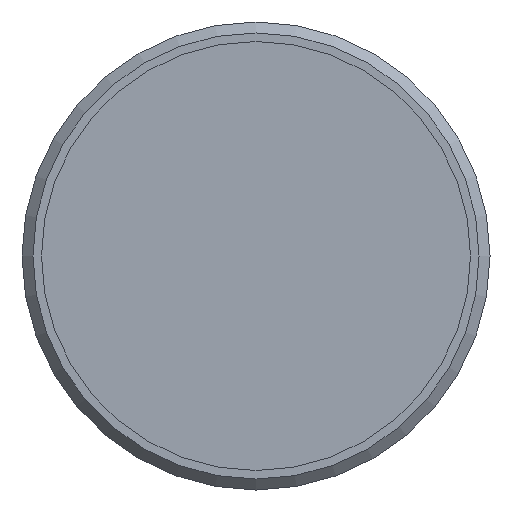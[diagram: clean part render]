
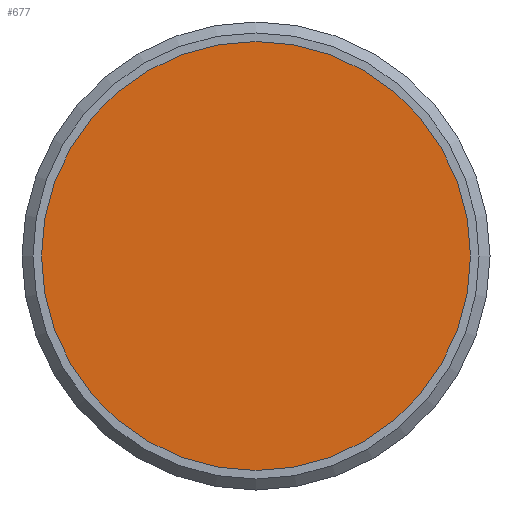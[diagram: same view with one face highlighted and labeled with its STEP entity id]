
A CAD part, front view. The second image highlights one B-rep face of the part: STEP entity #677.
In plain terms, the highlighted planar face has unit normal (0, -1, 0).
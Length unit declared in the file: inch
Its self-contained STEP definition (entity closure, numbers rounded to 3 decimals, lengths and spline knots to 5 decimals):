
#8 = EDGE_CURVE ( 'NONE', #401, #401, #259, .T. ) ;
#108 = PLANE ( 'NONE',  #1198 ) ;
#252 = DIRECTION ( 'NONE',  ( 0., 0., 1. ) ) ;
#259 = CIRCLE ( 'NONE', #1241, 0.54135 ) ;
#401 = VERTEX_POINT ( 'NONE', #1020 ) ;
#438 = EDGE_LOOP ( 'NONE', ( #1449 ) ) ;
#505 = DIRECTION ( 'NONE',  ( 0., 1., 0. ) ) ;
#677 = ADVANCED_FACE ( 'NONE', ( #1638 ), #108, .F. ) ;
#728 = DIRECTION ( 'NONE',  ( 0., 1., 0. ) ) ;
#1020 = CARTESIAN_POINT ( 'NONE',  ( 0., 0., 0.54135 ) ) ;
#1079 = CARTESIAN_POINT ( 'NONE',  ( 0., 0., 0. ) ) ;
#1198 = AXIS2_PLACEMENT_3D ( 'NONE', #1079, #505, #252 ) ;
#1241 = AXIS2_PLACEMENT_3D ( 'NONE', #1581, #728, #1725 ) ;
#1449 = ORIENTED_EDGE ( 'NONE', *, *, #8, .F. ) ;
#1581 = CARTESIAN_POINT ( 'NONE',  ( 0., 0., 0. ) ) ;
#1638 = FACE_OUTER_BOUND ( 'NONE', #438, .T. ) ;
#1725 = DIRECTION ( 'NONE',  ( 0., 0., 1. ) ) ;
